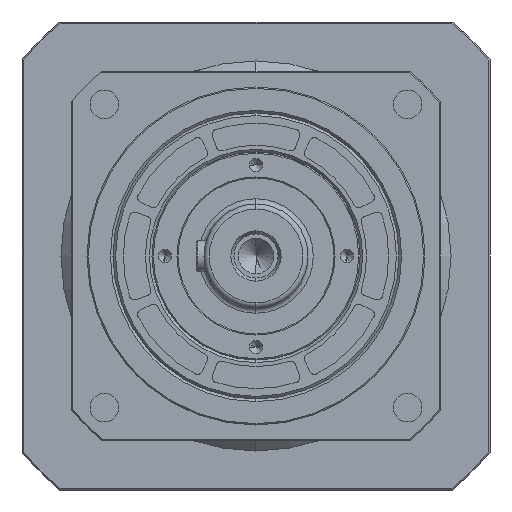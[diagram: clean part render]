
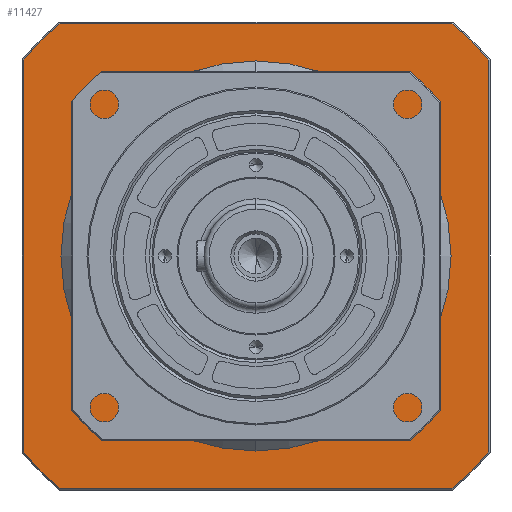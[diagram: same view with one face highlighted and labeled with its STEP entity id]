
A CAD part, left-side view. The second image highlights one B-rep face of the part: STEP entity #11427.
In plain terms, the highlighted planar face has unit normal (-1, 0, 0).
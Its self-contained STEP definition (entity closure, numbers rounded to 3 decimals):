
#190 = ORIENTED_EDGE ( 'NONE', *, *, #18085, .T. ) ;
#298 = CARTESIAN_POINT ( 'NONE',  ( 0., 0., 0. ) ) ;
#504 = VECTOR ( 'NONE', #16525, 1000. ) ;
#574 = AXIS2_PLACEMENT_3D ( 'NONE', #2815, #13357, #4325 ) ;
#582 = ORIENTED_EDGE ( 'NONE', *, *, #12689, .T. ) ;
#970 = EDGE_CURVE ( 'NONE', #14179, #5798, #15814, .T. ) ;
#987 = CARTESIAN_POINT ( 'NONE',  ( 0., 75.357, -89.5 ) ) ;
#1065 = DIRECTION ( 'NONE',  ( -1., 0., 0. ) ) ;
#1633 = CARTESIAN_POINT ( 'NONE',  ( 0., -75.54, -89.5 ) ) ;
#1641 = EDGE_LOOP ( 'NONE', ( #15736, #15571, #14664, #14879, #8118, #11833, #582, #10926 ) ) ;
#1821 = DIRECTION ( 'NONE',  ( 0., 0., 1. ) ) ;
#2602 = VERTEX_POINT ( 'NONE', #4486 ) ;
#2815 = CARTESIAN_POINT ( 'NONE',  ( 0., 0., 0. ) ) ;
#3503 = VERTEX_POINT ( 'NONE', #14346 ) ;
#4071 = DIRECTION ( 'NONE',  ( 1., 0., 0. ) ) ;
#4325 = DIRECTION ( 'NONE',  ( 0., 0., 1. ) ) ;
#4450 = LINE ( 'NONE', #10127, #7996 ) ;
#4486 = CARTESIAN_POINT ( 'NONE',  ( 0., 0., 63. ) ) ;
#5323 = CARTESIAN_POINT ( 'NONE',  ( 0., 0., 0. ) ) ;
#5798 = VERTEX_POINT ( 'NONE', #12901 ) ;
#5946 = VERTEX_POINT ( 'NONE', #16419 ) ;
#6115 = EDGE_CURVE ( 'NONE', #3503, #5946, #13768, .T. ) ;
#6152 = DIRECTION ( 'NONE',  ( 0., 0., 1. ) ) ;
#6173 = DIRECTION ( 'NONE',  ( 0., -1., 0. ) ) ;
#6322 = VERTEX_POINT ( 'NONE', #19441 ) ;
#6379 = CIRCLE ( 'NONE', #9635, 117. ) ;
#6436 = EDGE_CURVE ( 'NONE', #16070, #6322, #16072, .T. ) ;
#6466 = CARTESIAN_POINT ( 'NONE',  ( 0., 0., 0. ) ) ;
#6840 = DIRECTION ( 'NONE',  ( 0., 0., 1. ) ) ;
#6851 = CARTESIAN_POINT ( 'NONE',  ( 0., -89.5, -75.357 ) ) ;
#7042 = CARTESIAN_POINT ( 'NONE',  ( 0., 90., -90. ) ) ;
#7203 = AXIS2_PLACEMENT_3D ( 'NONE', #298, #10854, #1821 ) ;
#7207 = CIRCLE ( 'NONE', #574, 63. ) ;
#7472 = VERTEX_POINT ( 'NONE', #8985 ) ;
#7648 = CARTESIAN_POINT ( 'NONE',  ( 0., 0., 0. ) ) ;
#7983 = DIRECTION ( 'NONE',  ( 0., 0., 1. ) ) ;
#7996 = VECTOR ( 'NONE', #19098, 1000. ) ;
#8118 = ORIENTED_EDGE ( 'NONE', *, *, #6436, .T. ) ;
#8582 = CIRCLE ( 'NONE', #17597, 117. ) ;
#8820 = AXIS2_PLACEMENT_3D ( 'NONE', #13122, #4071, #14619 ) ;
#8985 = CARTESIAN_POINT ( 'NONE',  ( 0., 89.5, -75.357 ) ) ;
#9048 = CARTESIAN_POINT ( 'NONE',  ( 0., 75.54, 89.5 ) ) ;
#9167 = DIRECTION ( 'NONE',  ( 0., 0., 1. ) ) ;
#9296 = EDGE_CURVE ( 'NONE', #7472, #14179, #8582, .T. ) ;
#9635 = AXIS2_PLACEMENT_3D ( 'NONE', #5323, #15861, #6840 ) ;
#9675 = CIRCLE ( 'NONE', #14027, 117. ) ;
#9865 = AXIS2_PLACEMENT_3D ( 'NONE', #7042, #1065, #11630 ) ;
#10127 = CARTESIAN_POINT ( 'NONE',  ( 0., 89.5, -75.54 ) ) ;
#10454 = ORIENTED_EDGE ( 'NONE', *, *, #14812, .T. ) ;
#10854 = DIRECTION ( 'NONE',  ( -1., 0., 0. ) ) ;
#10926 = ORIENTED_EDGE ( 'NONE', *, *, #6115, .T. ) ;
#11381 = VECTOR ( 'NONE', #6173, 1000. ) ;
#11427 = ADVANCED_FACE ( 'NONE', ( #17949, #15390 ), #16056, .T. ) ;
#11630 = DIRECTION ( 'NONE',  ( 0., 0., 1. ) ) ;
#11649 = VECTOR ( 'NONE', #6152, 1000. ) ;
#11833 = ORIENTED_EDGE ( 'NONE', *, *, #19409, .T. ) ;
#12689 = EDGE_CURVE ( 'NONE', #18136, #3503, #16507, .T. ) ;
#12901 = CARTESIAN_POINT ( 'NONE',  ( 0., -75.357, -89.5 ) ) ;
#12985 = EDGE_CURVE ( 'NONE', #5798, #16070, #6379, .T. ) ;
#13122 = CARTESIAN_POINT ( 'NONE',  ( 0., 0., 0. ) ) ;
#13235 = CARTESIAN_POINT ( 'NONE',  ( 0., -75.357, 89.5 ) ) ;
#13357 = DIRECTION ( 'NONE',  ( 1., 0., 0. ) ) ;
#13670 = CARTESIAN_POINT ( 'NONE',  ( 0., -89.5, 75.54 ) ) ;
#13768 = CIRCLE ( 'NONE', #7203, 117. ) ;
#13824 = EDGE_CURVE ( 'NONE', #5946, #7472, #4450, .T. ) ;
#13977 = CIRCLE ( 'NONE', #8820, 63. ) ;
#14027 = AXIS2_PLACEMENT_3D ( 'NONE', #7648, #18145, #9167 ) ;
#14179 = VERTEX_POINT ( 'NONE', #987 ) ;
#14346 = CARTESIAN_POINT ( 'NONE',  ( 0., 75.357, 89.5 ) ) ;
#14619 = DIRECTION ( 'NONE',  ( 0., 0., 1. ) ) ;
#14664 = ORIENTED_EDGE ( 'NONE', *, *, #970, .T. ) ;
#14812 = EDGE_CURVE ( 'NONE', #2602, #18877, #7207, .T. ) ;
#14879 = ORIENTED_EDGE ( 'NONE', *, *, #12985, .T. ) ;
#15390 = FACE_BOUND ( 'NONE', #17179, .T. ) ;
#15488 = CARTESIAN_POINT ( 'NONE',  ( 0., 0., -63. ) ) ;
#15571 = ORIENTED_EDGE ( 'NONE', *, *, #9296, .T. ) ;
#15736 = ORIENTED_EDGE ( 'NONE', *, *, #13824, .T. ) ;
#15814 = LINE ( 'NONE', #1633, #11381 ) ;
#15861 = DIRECTION ( 'NONE',  ( -1., 0., 0. ) ) ;
#16056 = PLANE ( 'NONE',  #9865 ) ;
#16070 = VERTEX_POINT ( 'NONE', #6851 ) ;
#16072 = LINE ( 'NONE', #13670, #11649 ) ;
#16419 = CARTESIAN_POINT ( 'NONE',  ( 0., 89.5, 75.357 ) ) ;
#16507 = LINE ( 'NONE', #9048, #504 ) ;
#16525 = DIRECTION ( 'NONE',  ( 0., 1., 0. ) ) ;
#16975 = DIRECTION ( 'NONE',  ( -1., 0., 0. ) ) ;
#17179 = EDGE_LOOP ( 'NONE', ( #10454, #190 ) ) ;
#17597 = AXIS2_PLACEMENT_3D ( 'NONE', #6466, #16975, #7983 ) ;
#17949 = FACE_OUTER_BOUND ( 'NONE', #1641, .T. ) ;
#18085 = EDGE_CURVE ( 'NONE', #18877, #2602, #13977, .T. ) ;
#18136 = VERTEX_POINT ( 'NONE', #13235 ) ;
#18145 = DIRECTION ( 'NONE',  ( -1., 0., 0. ) ) ;
#18877 = VERTEX_POINT ( 'NONE', #15488 ) ;
#19098 = DIRECTION ( 'NONE',  ( 0., 0., -1. ) ) ;
#19409 = EDGE_CURVE ( 'NONE', #6322, #18136, #9675, .T. ) ;
#19441 = CARTESIAN_POINT ( 'NONE',  ( 0., -89.5, 75.357 ) ) ;
